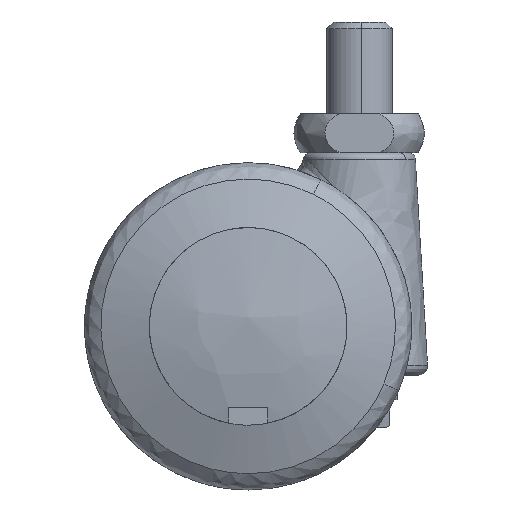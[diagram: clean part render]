
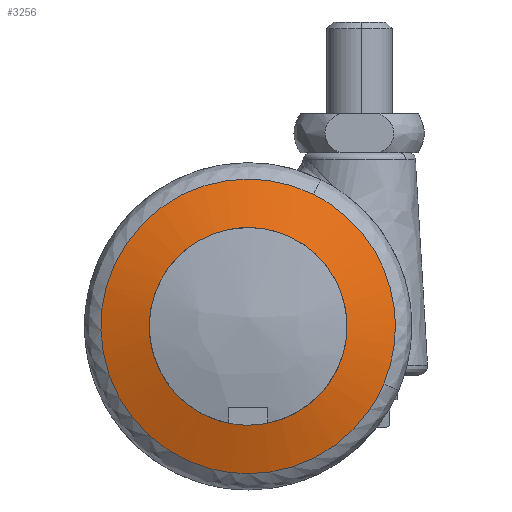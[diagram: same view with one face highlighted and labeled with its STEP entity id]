
A CAD part, front view. The second image highlights one B-rep face of the part: STEP entity #3256.
In plain terms, the highlighted free-form (B-spline) face has degree [2, 2] with [4, 4] control points.
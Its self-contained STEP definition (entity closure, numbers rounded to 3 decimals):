
#2311=CARTESIAN_POINT('',(14.994,-22.5,-1.782));
#2312=VERTEX_POINT('',#2311);
#2318=CARTESIAN_POINT('',(0.0,-22.5,15.1));
#2319=VERTEX_POINT('',#2318);
#2320=CARTESIAN_POINT('',(14.994,-22.5,-1.782));
#2321=CARTESIAN_POINT('',(15.1,-22.5,-0.894));
#2322=CARTESIAN_POINT('',(15.1,-22.5,0.0));
#2323=CARTESIAN_POINT('',(15.1,-22.5,15.1));
#2324=CARTESIAN_POINT('',(0.0,-22.5,15.1));
#2332=(BOUNDED_CURVE()B_SPLINE_CURVE(2,(#2320,#2321,#2322,#2323,#2324),.UNSPECIFIED.,.F.,.U.)B_SPLINE_CURVE_WITH_KNOTS((3,2,3),(0.23,0.25,0.5),.UNSPECIFIED.)CURVE()GEOMETRIC_REPRESENTATION_ITEM()RATIONAL_B_SPLINE_CURVE((0.956,0.976,1.0,0.707,1.0))REPRESENTATION_ITEM(''));
#2333=EDGE_CURVE('',#2312,#2319,#2332,.T.);
#2335=CARTESIAN_POINT('',(-15.072,-22.5,0.922));
#2336=VERTEX_POINT('',#2335);
#2337=CARTESIAN_POINT('',(0.0,-22.5,15.1));
#2338=CARTESIAN_POINT('',(-14.205,-22.5,15.1));
#2339=CARTESIAN_POINT('',(-15.072,-22.5,0.922));
#2347=(BOUNDED_CURVE()B_SPLINE_CURVE(2,(#2337,#2338,#2339),.UNSPECIFIED.,.F.,.U.)B_SPLINE_CURVE_WITH_KNOTS((3,3),(0.5,0.739),.UNSPECIFIED.)CURVE()GEOMETRIC_REPRESENTATION_ITEM()RATIONAL_B_SPLINE_CURVE((1.0,0.72,0.976))REPRESENTATION_ITEM(''));
#2348=EDGE_CURVE('',#2319,#2336,#2347,.T.);
#2422=CARTESIAN_POINT('',(0.0,-22.5,-15.1));
#2423=VERTEX_POINT('',#2422);
#2424=CARTESIAN_POINT('',(-15.072,-22.5,0.922));
#2425=CARTESIAN_POINT('',(-15.1,-22.5,0.461));
#2426=CARTESIAN_POINT('',(-15.1,-22.5,0.0));
#2427=CARTESIAN_POINT('',(-15.1,-22.5,-15.1));
#2428=CARTESIAN_POINT('',(0.0,-22.5,-15.1));
#2436=(BOUNDED_CURVE()B_SPLINE_CURVE(2,(#2424,#2425,#2426,#2427,#2428),.UNSPECIFIED.,.F.,.U.)B_SPLINE_CURVE_WITH_KNOTS((3,2,3),(0.739,0.75,1.0),.UNSPECIFIED.)CURVE()GEOMETRIC_REPRESENTATION_ITEM()RATIONAL_B_SPLINE_CURVE((0.976,0.988,1.0,0.707,1.0))REPRESENTATION_ITEM(''));
#2437=EDGE_CURVE('',#2336,#2423,#2436,.T.);
#2439=CARTESIAN_POINT('',(0.0,-22.5,-15.1));
#2440=CARTESIAN_POINT('',(13.411,-22.5,-15.1));
#2441=CARTESIAN_POINT('',(14.994,-22.5,-1.782));
#2449=(BOUNDED_CURVE()B_SPLINE_CURVE(2,(#2439,#2440,#2441),.UNSPECIFIED.,.F.,.U.)B_SPLINE_CURVE_WITH_KNOTS((3,3),(0.0,0.23),.UNSPECIFIED.)CURVE()GEOMETRIC_REPRESENTATION_ITEM()RATIONAL_B_SPLINE_CURVE((1.0,0.731,0.956))REPRESENTATION_ITEM(''));
#2450=EDGE_CURVE('',#2423,#2312,#2449,.T.);
#2891=CARTESIAN_POINT('',(9.976,-20.053,20.168));
#2892=VERTEX_POINT('',#2891);
#2893=CARTESIAN_POINT('',(0.0,-20.053,22.5));
#2894=VERTEX_POINT('',#2893);
#2895=CARTESIAN_POINT('',(9.976,-20.053,20.168));
#2896=CARTESIAN_POINT('',(5.26,-20.053,22.5));
#2897=CARTESIAN_POINT('',(0.0,-20.053,22.5));
#2905=(BOUNDED_CURVE()B_SPLINE_CURVE(2,(#2895,#2896,#2897),.UNSPECIFIED.,.F.,.U.)B_SPLINE_CURVE_WITH_KNOTS((3,3),(0.425,0.5),.UNSPECIFIED.)CURVE()GEOMETRIC_REPRESENTATION_ITEM()RATIONAL_B_SPLINE_CURVE((0.877,0.912,1.0))REPRESENTATION_ITEM(''));
#2906=EDGE_CURVE('',#2892,#2894,#2905,.T.);
#2926=CARTESIAN_POINT('',(20.705,-20.053,-8.806));
#2927=VERTEX_POINT('',#2926);
#2941=CARTESIAN_POINT('',(0.0,-20.053,-22.5));
#2942=VERTEX_POINT('',#2941);
#2943=CARTESIAN_POINT('',(0.0,-20.053,-22.5));
#2944=CARTESIAN_POINT('',(14.881,-20.053,-22.5));
#2945=CARTESIAN_POINT('',(20.705,-20.053,-8.806));
#2953=(BOUNDED_CURVE()B_SPLINE_CURVE(2,(#2943,#2944,#2945),.UNSPECIFIED.,.F.,.U.)B_SPLINE_CURVE_WITH_KNOTS((3,3),(0.0,0.184),.UNSPECIFIED.)CURVE()GEOMETRIC_REPRESENTATION_ITEM()RATIONAL_B_SPLINE_CURVE((1.0,0.785,0.886))REPRESENTATION_ITEM(''));
#2954=EDGE_CURVE('',#2942,#2927,#2953,.T.);
#2956=CARTESIAN_POINT('',(0.0,-20.053,22.5));
#2957=CARTESIAN_POINT('',(-22.5,-20.053,22.5));
#2958=CARTESIAN_POINT('',(-22.5,-20.053,0.0));
#2959=CARTESIAN_POINT('',(-22.5,-20.053,-22.5));
#2960=CARTESIAN_POINT('',(0.0,-20.053,-22.5));
#2968=(BOUNDED_CURVE()B_SPLINE_CURVE(2,(#2956,#2957,#2958,#2959,#2960),.UNSPECIFIED.,.F.,.U.)B_SPLINE_CURVE_WITH_KNOTS((3,2,3),(0.5,0.75,1.0),.UNSPECIFIED.)CURVE()GEOMETRIC_REPRESENTATION_ITEM()RATIONAL_B_SPLINE_CURVE((1.0,0.707,1.0,0.707,1.0))REPRESENTATION_ITEM(''));
#2969=EDGE_CURVE('',#2894,#2942,#2968,.T.);
#2991=CARTESIAN_POINT('',(20.705,-20.053,-8.806));
#2992=CARTESIAN_POINT('',(22.5,-20.053,-4.586));
#2993=CARTESIAN_POINT('',(22.5,-20.053,0.0));
#2994=CARTESIAN_POINT('',(22.5,-20.053,13.973));
#2995=CARTESIAN_POINT('',(9.976,-20.053,20.168));
#3003=(BOUNDED_CURVE()B_SPLINE_CURVE(2,(#2991,#2992,#2993,#2994,#2995),.UNSPECIFIED.,.F.,.U.)B_SPLINE_CURVE_WITH_KNOTS((3,2,3),(0.184,0.25,0.425),.UNSPECIFIED.)CURVE()GEOMETRIC_REPRESENTATION_ITEM()RATIONAL_B_SPLINE_CURVE((0.886,0.922,1.0,0.795,0.877))REPRESENTATION_ITEM(''));
#3004=EDGE_CURVE('',#2927,#2892,#3003,.T.);
#3220=CARTESIAN_POINT('',(-23.529,-14.359,-23.529));
#3221=CARTESIAN_POINT('',(-12.28,-19.174,-24.56));
#3222=CARTESIAN_POINT('',(12.28,-19.174,-24.56));
#3223=CARTESIAN_POINT('',(23.529,-14.359,-23.529));
#3224=CARTESIAN_POINT('',(-24.56,-19.174,-12.28));
#3225=CARTESIAN_POINT('',(-12.842,-24.431,-12.842));
#3226=CARTESIAN_POINT('',(12.842,-24.431,-12.842));
#3227=CARTESIAN_POINT('',(24.56,-19.174,-12.28));
#3228=CARTESIAN_POINT('',(-24.56,-19.174,12.28));
#3229=CARTESIAN_POINT('',(-12.842,-24.431,12.842));
#3230=CARTESIAN_POINT('',(12.842,-24.431,12.842));
#3231=CARTESIAN_POINT('',(24.56,-19.174,12.28));
#3232=CARTESIAN_POINT('',(-23.529,-14.359,23.529));
#3233=CARTESIAN_POINT('',(-12.28,-19.174,24.56));
#3234=CARTESIAN_POINT('',(12.28,-19.174,24.56));
#3235=CARTESIAN_POINT('',(23.529,-14.359,23.529));
#3243=(BOUNDED_SURFACE()B_SPLINE_SURFACE(2,2,((#3220,#3224,#3228,#3232),(#3221,#3225,#3229,#3233),(#3222,#3226,#3230,#3234),(#3223,#3227,#3231,#3235)),.UNSPECIFIED.,.F.,.F.,.U.)B_SPLINE_SURFACE_WITH_KNOTS((3,1,3),(3,1,3),(9.827,34.408,58.99),(9.827,34.408,58.99),.UNSPECIFIED.)GEOMETRIC_REPRESENTATION_ITEM()RATIONAL_B_SPLINE_SURFACE(((1.092,1.046,1.046,1.092),(1.046,1.0,1.0,1.046),(1.046,1.0,1.0,1.046),(1.092,1.046,1.046,1.092)))REPRESENTATION_ITEM('')SURFACE());
#3244=ORIENTED_EDGE('',*,*,#2954,.T.);
#3245=ORIENTED_EDGE('',*,*,#3004,.T.);
#3246=ORIENTED_EDGE('',*,*,#2906,.T.);
#3247=ORIENTED_EDGE('',*,*,#2969,.T.);
#3248=EDGE_LOOP('',(#3244,#3245,#3246,#3247));
#3249=FACE_OUTER_BOUND('',#3248,.T.);
#3250=ORIENTED_EDGE('',*,*,#2348,.F.);
#3251=ORIENTED_EDGE('',*,*,#2333,.F.);
#3252=ORIENTED_EDGE('',*,*,#2450,.F.);
#3253=ORIENTED_EDGE('',*,*,#2437,.F.);
#3254=EDGE_LOOP('',(#3250,#3251,#3252,#3253));
#3255=FACE_BOUND('',#3254,.T.);
#3256=ADVANCED_FACE('',(#3249,#3255),#3243,.T.);
